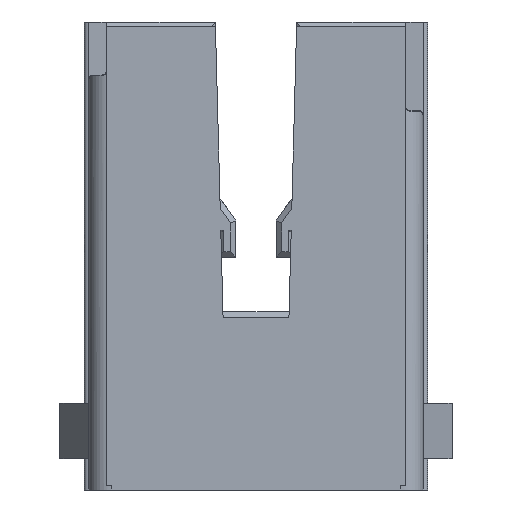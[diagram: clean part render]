
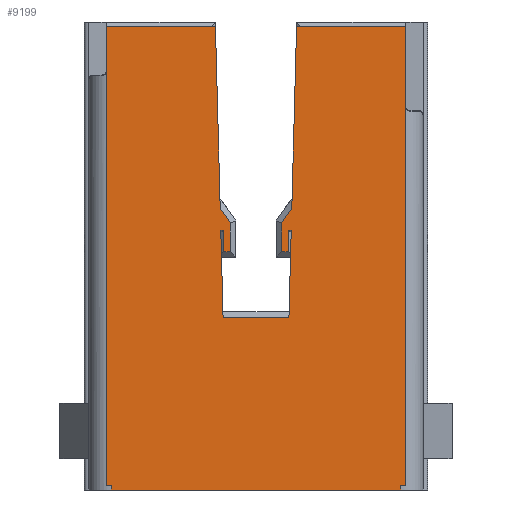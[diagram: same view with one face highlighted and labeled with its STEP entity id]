
A CAD part, left-side view. The second image highlights one B-rep face of the part: STEP entity #9199.
In plain terms, the highlighted planar face has unit normal (-1, 0, 0).
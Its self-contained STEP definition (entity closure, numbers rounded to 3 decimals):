
#9199=ADVANCED_FACE('',(#11106),#10145,.T.);
#10145=PLANE('',#29582);
#11106=FACE_OUTER_BOUND('',#12216,.T.);
#12216=EDGE_LOOP('',(#16334,#16335,#16336,#16337,#16338,#16339,#16340,#16341,
#16342,#16343,#16344,#16345,#16346,#16347,#16348,#16349,#16350,#16351,#16352,
#16353,#16354,#16355,#16356,#16357));
#16334=ORIENTED_EDGE('',*,*,#23192,.T.);
#16335=ORIENTED_EDGE('',*,*,#21850,.T.);
#16336=ORIENTED_EDGE('',*,*,#23193,.T.);
#16337=ORIENTED_EDGE('',*,*,#21855,.T.);
#16338=ORIENTED_EDGE('',*,*,#21859,.T.);
#16339=ORIENTED_EDGE('',*,*,#21861,.T.);
#16340=ORIENTED_EDGE('',*,*,#23194,.F.);
#16341=ORIENTED_EDGE('',*,*,#20613,.T.);
#16342=ORIENTED_EDGE('',*,*,#23195,.F.);
#16343=ORIENTED_EDGE('',*,*,#23090,.T.);
#16344=ORIENTED_EDGE('',*,*,#23095,.T.);
#16345=ORIENTED_EDGE('',*,*,#23098,.T.);
#16346=ORIENTED_EDGE('',*,*,#23196,.T.);
#16347=ORIENTED_EDGE('',*,*,#23100,.T.);
#16348=ORIENTED_EDGE('',*,*,#23197,.F.);
#16349=ORIENTED_EDGE('',*,*,#23198,.T.);
#16350=ORIENTED_EDGE('',*,*,#23199,.F.);
#16351=ORIENTED_EDGE('',*,*,#23200,.F.);
#16352=ORIENTED_EDGE('',*,*,#22602,.T.);
#16353=ORIENTED_EDGE('',*,*,#23108,.T.);
#16354=ORIENTED_EDGE('',*,*,#21358,.T.);
#16355=ORIENTED_EDGE('',*,*,#23201,.T.);
#16356=ORIENTED_EDGE('',*,*,#23202,.T.);
#16357=ORIENTED_EDGE('',*,*,#23203,.F.);
#18623=VERTEX_POINT('',#35363);
#18624=VERTEX_POINT('',#35364);
#19195=VERTEX_POINT('',#37212);
#19196=VERTEX_POINT('',#37214);
#19526=VERTEX_POINT('',#38816);
#19527=VERTEX_POINT('',#38817);
#19529=VERTEX_POINT('',#38824);
#19530=VERTEX_POINT('',#38826);
#19532=VERTEX_POINT('',#38832);
#19533=VERTEX_POINT('',#38836);
#20102=VERTEX_POINT('',#40680);
#20103=VERTEX_POINT('',#40681);
#20430=VERTEX_POINT('',#42274);
#20431=VERTEX_POINT('',#42275);
#20434=VERTEX_POINT('',#42283);
#20435=VERTEX_POINT('',#42288);
#20436=VERTEX_POINT('',#42292);
#20437=VERTEX_POINT('',#42294);
#20476=VERTEX_POINT('',#42430);
#20477=VERTEX_POINT('',#42436);
#20478=VERTEX_POINT('',#42438);
#20479=VERTEX_POINT('',#42440);
#20480=VERTEX_POINT('',#42443);
#20481=VERTEX_POINT('',#42445);
#20613=EDGE_CURVE('',#18623,#18624,#23638,.T.);
#21358=EDGE_CURVE('',#19196,#19195,#24278,.T.);
#21850=EDGE_CURVE('',#19526,#19527,#24646,.T.);
#21855=EDGE_CURVE('',#19530,#19529,#24651,.T.);
#21859=EDGE_CURVE('',#19529,#19532,#24655,.T.);
#21861=EDGE_CURVE('',#19532,#19533,#24657,.T.);
#22602=EDGE_CURVE('',#20102,#20103,#25294,.T.);
#23090=EDGE_CURVE('',#20430,#20431,#25657,.T.);
#23095=EDGE_CURVE('',#20431,#20434,#25662,.T.);
#23098=EDGE_CURVE('',#20434,#20435,#25665,.T.);
#23100=EDGE_CURVE('',#20437,#20436,#25667,.T.);
#23108=EDGE_CURVE('',#20103,#19196,#25675,.T.);
#23192=EDGE_CURVE('',#20476,#19526,#25750,.T.);
#23193=EDGE_CURVE('',#19527,#19530,#25751,.T.);
#23194=EDGE_CURVE('',#18623,#19533,#25752,.T.);
#23195=EDGE_CURVE('',#20430,#18624,#25753,.T.);
#23196=EDGE_CURVE('',#20435,#20437,#25754,.T.);
#23197=EDGE_CURVE('',#20477,#20436,#25755,.T.);
#23198=EDGE_CURVE('',#20477,#20478,#25756,.T.);
#23199=EDGE_CURVE('',#20479,#20478,#25757,.T.);
#23200=EDGE_CURVE('',#20102,#20479,#25758,.T.);
#23201=EDGE_CURVE('',#19195,#20480,#25759,.T.);
#23202=EDGE_CURVE('',#20480,#20481,#25760,.T.);
#23203=EDGE_CURVE('',#20476,#20481,#25761,.T.);
#23638=LINE('',#35362,#26113);
#24278=LINE('',#37213,#26753);
#24646=LINE('',#38815,#27121);
#24651=LINE('',#38825,#27126);
#24655=LINE('',#38833,#27130);
#24657=LINE('',#38837,#27132);
#25294=LINE('',#40679,#27769);
#25657=LINE('',#42273,#28132);
#25662=LINE('',#42284,#28137);
#25665=LINE('',#42289,#28140);
#25667=LINE('',#42293,#28142);
#25675=LINE('',#42310,#28150);
#25750=LINE('',#42429,#28225);
#25751=LINE('',#42431,#28226);
#25752=LINE('',#42432,#28227);
#25753=LINE('',#42433,#28228);
#25754=LINE('',#42434,#28229);
#25755=LINE('',#42435,#28230);
#25756=LINE('',#42437,#28231);
#25757=LINE('',#42439,#28232);
#25758=LINE('',#42441,#28233);
#25759=LINE('',#42442,#28234);
#25760=LINE('',#42444,#28235);
#25761=LINE('',#42446,#28236);
#26113=VECTOR('',#30023,1.);
#26753=VECTOR('',#31171,1.);
#27121=VECTOR('',#32009,1.);
#27126=VECTOR('',#32016,1.);
#27130=VECTOR('',#32022,1.);
#27132=VECTOR('',#32026,1.);
#27769=VECTOR('',#33169,1.);
#28132=VECTOR('',#34000,1.);
#28137=VECTOR('',#34007,1.);
#28140=VECTOR('',#34012,1.);
#28142=VECTOR('',#34016,1.);
#28150=VECTOR('',#34030,1.);
#28225=VECTOR('',#34127,1.);
#28226=VECTOR('',#34128,1.);
#28227=VECTOR('',#34129,1.);
#28228=VECTOR('',#34130,1.);
#28229=VECTOR('',#34131,1.);
#28230=VECTOR('',#34132,1.);
#28231=VECTOR('',#34133,1.);
#28232=VECTOR('',#34134,1.);
#28233=VECTOR('',#34135,1.);
#28234=VECTOR('',#34136,1.);
#28235=VECTOR('',#34137,1.);
#28236=VECTOR('',#34138,1.);
#29582=AXIS2_PLACEMENT_3D('',#42447,#34139,#34140);
#30023=DIRECTION('',(0.,1.,0.));
#31171=DIRECTION('',(0.,0.,1.));
#32009=DIRECTION('',(0.,0.574,-0.819));
#32016=DIRECTION('',(0.,-1.,0.));
#32022=DIRECTION('',(0.,-0.007,1.));
#32026=DIRECTION('',(0.,-1.,0.));
#33169=DIRECTION('',(0.,0.,-1.));
#34000=DIRECTION('',(0.,-1.,0.));
#34007=DIRECTION('',(0.,-0.007,-1.));
#34012=DIRECTION('',(0.,-1.,0.));
#34016=DIRECTION('',(0.,0.574,0.819));
#34030=DIRECTION('',(0.,-1.,0.));
#34127=DIRECTION('',(0.,0.026,-1.));
#34128=DIRECTION('',(0.,0.,-1.));
#34129=DIRECTION('',(0.,-0.026,1.));
#34130=DIRECTION('',(0.,-0.026,-1.));
#34131=DIRECTION('',(0.,0.,1.));
#34132=DIRECTION('',(0.,-0.026,-1.));
#34133=DIRECTION('',(0.,1.,0.));
#34134=DIRECTION('',(0.,0.,1.));
#34135=DIRECTION('',(0.,1.,0.));
#34136=DIRECTION('',(0.,-1.,0.));
#34137=DIRECTION('',(0.,0.,1.));
#34138=DIRECTION('',(0.,-1.,0.));
#34139=DIRECTION('',(-1.,0.,0.));
#34140=DIRECTION('',(0.,0.,-1.));
#35362=CARTESIAN_POINT('',(-17.475,-5.09,-34.25));
#35363=CARTESIAN_POINT('',(-17.475,-6.568,-34.25));
#35364=CARTESIAN_POINT('',(-17.475,-3.612,-34.25));
#37212=CARTESIAN_POINT('',(-17.475,-11.59,-41.8));
#37213=CARTESIAN_POINT('',(-17.475,-11.59,-21.));
#37214=CARTESIAN_POINT('',(-17.475,-11.59,-42.));
#38815=CARTESIAN_POINT('',(-17.475,-6.195,-30.073));
#38816=CARTESIAN_POINT('',(-17.475,-6.696,-29.357));
#38817=CARTESIAN_POINT('',(-17.475,-6.24,-30.009));
#38824=CARTESIAN_POINT('',(-17.475,-6.542,-31.3));
#38825=CARTESIAN_POINT('',(-17.475,-6.79,-31.3));
#38826=CARTESIAN_POINT('',(-17.475,-6.24,-31.3));
#38832=CARTESIAN_POINT('',(-17.475,-6.548,-30.35));
#38833=CARTESIAN_POINT('',(-17.475,-6.614,-21.011));
#38836=CARTESIAN_POINT('',(-17.475,-6.67,-30.35));
#38837=CARTESIAN_POINT('',(-17.475,-5.09,-30.35));
#40679=CARTESIAN_POINT('',(-17.475,1.41,-21.));
#40680=CARTESIAN_POINT('',(-17.475,1.41,-41.8));
#40681=CARTESIAN_POINT('',(-17.475,1.41,-42.));
#42273=CARTESIAN_POINT('',(-17.475,-3.383,-30.35));
#42274=CARTESIAN_POINT('',(-17.475,-3.51,-30.35));
#42275=CARTESIAN_POINT('',(-17.475,-3.632,-30.35));
#42283=CARTESIAN_POINT('',(-17.475,-3.638,-31.3));
#42284=CARTESIAN_POINT('',(-17.475,-3.64,-31.548));
#42288=CARTESIAN_POINT('',(-17.475,-3.94,-31.3));
#42289=CARTESIAN_POINT('',(-17.475,-4.19,-31.3));
#42292=CARTESIAN_POINT('',(-17.475,-3.484,-29.357));
#42293=CARTESIAN_POINT('',(-17.475,-3.267,-29.048));
#42294=CARTESIAN_POINT('',(-17.475,-3.94,-30.009));
#42310=CARTESIAN_POINT('',(-17.475,-5.09,-42.));
#42429=CARTESIAN_POINT('',(-17.475,-6.915,-21.));
#42430=CARTESIAN_POINT('',(-17.475,-6.91,-21.2));
#42431=CARTESIAN_POINT('',(-17.475,-6.24,-31.55));
#42432=CARTESIAN_POINT('',(-17.475,-6.915,-21.));
#42433=CARTESIAN_POINT('',(-17.475,-3.265,-21.));
#42434=CARTESIAN_POINT('',(-17.475,-3.94,-21.));
#42435=CARTESIAN_POINT('',(-17.475,-3.265,-21.));
#42436=CARTESIAN_POINT('',(-17.475,-3.27,-21.2));
#42437=CARTESIAN_POINT('',(-17.475,-5.09,-21.2));
#42438=CARTESIAN_POINT('',(-17.475,1.61,-21.2));
#42439=CARTESIAN_POINT('',(-17.475,1.61,-23.4));
#42440=CARTESIAN_POINT('',(-17.475,1.61,-41.8));
#42441=CARTESIAN_POINT('',(-17.475,-5.09,-41.8));
#42442=CARTESIAN_POINT('',(-17.475,-5.09,-41.8));
#42443=CARTESIAN_POINT('',(-17.475,-11.79,-41.8));
#42444=CARTESIAN_POINT('',(-17.475,-11.79,-25.));
#42445=CARTESIAN_POINT('',(-17.475,-11.79,-21.2));
#42446=CARTESIAN_POINT('',(-17.475,-5.09,-21.2));
#42447=CARTESIAN_POINT('',(-17.475,-5.09,-21.));
